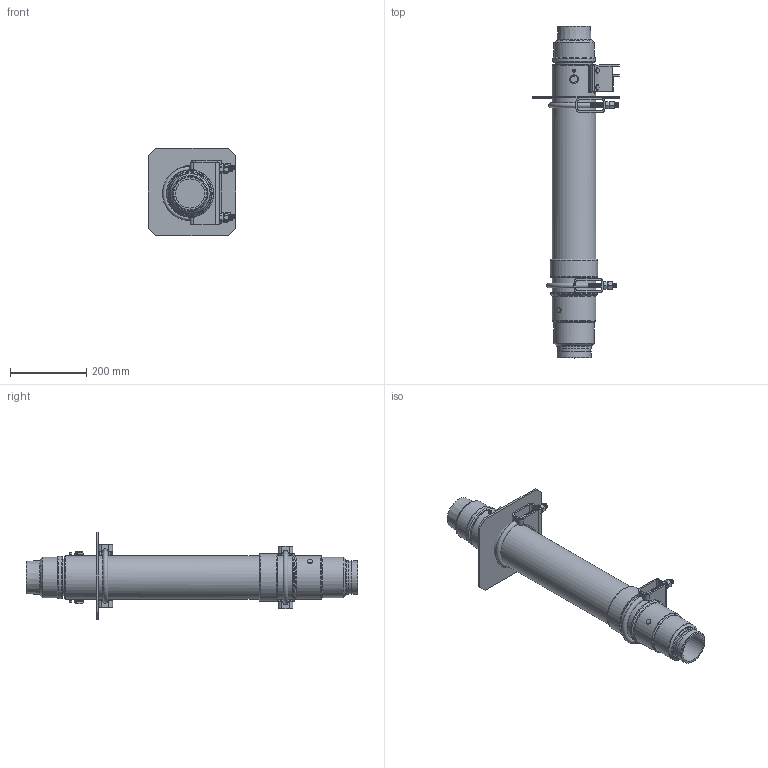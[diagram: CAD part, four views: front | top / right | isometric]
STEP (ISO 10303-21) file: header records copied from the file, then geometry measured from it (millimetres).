
FILE_DESCRIPTION (( 'STEP AP203' ), '1' );
FILE_NAME ('88599011_defeature.STEP', '2021-08-12T18:46:08', ( '' ), ( '' ), 'SwSTEP 2.0', 'SolidWorks 2021', '' );
FILE_SCHEMA (( 'CONFIG_CONTROL_DESIGN' ));
Products named in the file (1): 88599011_defeature
Bounding box: 228.6 x 871.86 x 228.6 mm (x, y, z)
Volume: 12298951.1 mm3; surface area: 847196.3 mm2
Topology: 8 solids, 8 shells, 1509 faces, 3964 edges, 2550 vertices
Faces by surface type: plane 429, cylinder 420, cone 391, bspline 242, torus 27
Full cylindrical faces by diameter (mm): 0.787 x2, 1.575 x4, 3.175 x2, 4.953 x2, 7.937 x1, 7.938 x1, 9.525 x4, 10.997 x96, 12.446 x4, 12.7 x93, 14.287 x2, 14.288 x2, 15.85 x2, 15.875 x2, 22.225 x6, 23.393 x1, 76.2 x2, 84.887 x1, 88.9 x2, 95.021 x3, 101.956 x1, 106.223 x2, 107.696 x2, 107.95 x1, 111.023 x1, 111.125 x1, 114.3 x3, 124.612 x2
Entity records: 91096 total; most frequent: CARTESIAN_POINT 60441, ORIENTED_EDGE 6260, DIRECTION 5392, EDGE_CURVE 3130, VERTEX_POINT 2224, EDGE_LOOP 2134, AXIS2_PLACEMENT_3D 2112, FACE_OUTER_BOUND 1789
